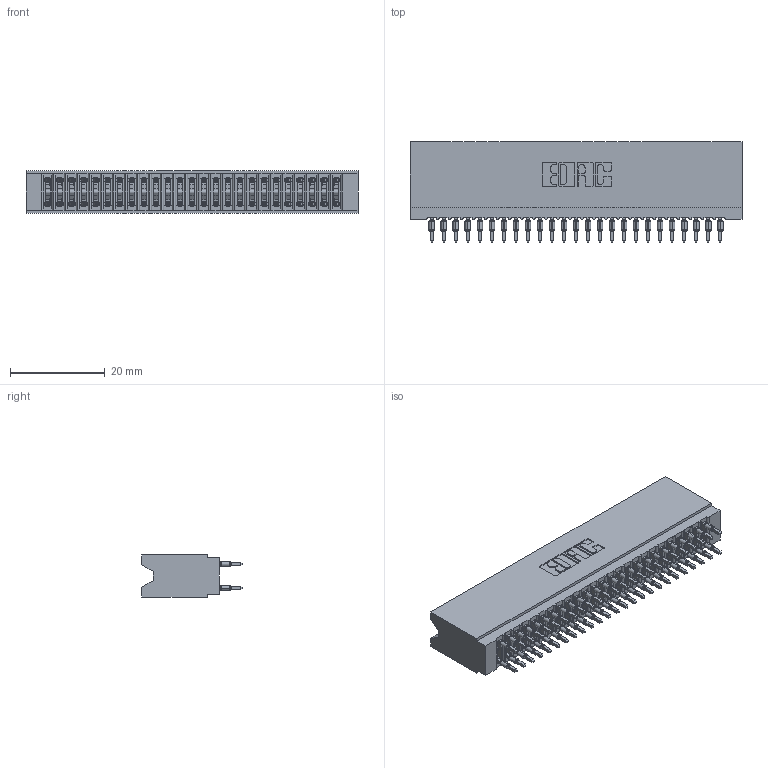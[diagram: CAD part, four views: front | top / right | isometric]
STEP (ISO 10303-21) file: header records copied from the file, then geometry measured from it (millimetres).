
FILE_DESCRIPTION (( 'STEP AP203' ), '1' );
FILE_NAME ('745-050-560-206.STEP', '2026-02-26T18:19:15', ( '' ), ( '' ), 'SwSTEP 2.0', 'SolidWorks 2023', '' );
FILE_SCHEMA (( 'CONFIG_CONTROL_DESIGN' ));
Length unit declared in the file: millimetre
Products named in the file (3): 745 Part_Insulator Option - 06; 745-292-001_560; 745-050-560-206
Assembly tree (51 placements, depth 2):
  745-050-560-206
    745 Part_Insulator Option - 06
    745-292-001_560  x50
Bounding box: 70.1 x 21.22 x 8.89 mm (x, y, z)
Volume: 6578.6 mm3; surface area: 13796.1 mm2
Topology: 51 solids, 51 shells, 5021 faces, 13735 edges, 8722 vertices
Faces by surface type: plane 2606, cylinder 1115, bspline 1000, torus 300
Entity records: 44752 total; most frequent: CARTESIAN_POINT 8272, ORIENTED_EDGE 7674, DIRECTION 6723, EDGE_CURVE 3837, LINE 3497, VECTOR 3497, VERTEX_POINT 2450, AXIS2_PLACEMENT_3D 1613
